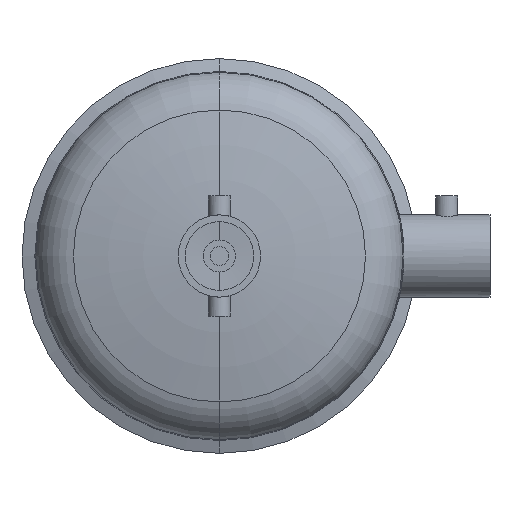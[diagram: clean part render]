
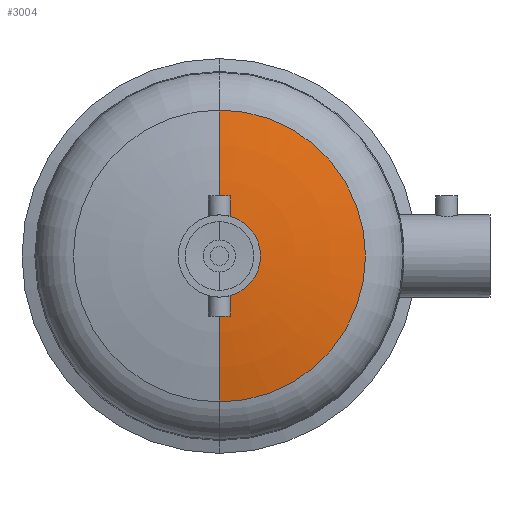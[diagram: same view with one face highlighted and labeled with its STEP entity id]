
A CAD part, front view. The second image highlights one B-rep face of the part: STEP entity #3004.
In plain terms, the highlighted toroidal (fillet/blend) face has major radius 0.048 mm and minor radius 508 mm.
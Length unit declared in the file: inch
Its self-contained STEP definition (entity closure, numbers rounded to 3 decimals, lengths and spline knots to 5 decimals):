
#41 = AXIS2_PLACEMENT_3D ( 'NONE', #1950, #4411, #1915 ) ;
#59 = EDGE_CURVE ( 'NONE', #1031, #3656, #4424, .T. ) ;
#256 = CIRCLE ( 'NONE', #2915, 20. ) ;
#417 = DIRECTION ( 'NONE',  ( 0., 0., -1. ) ) ;
#420 = AXIS2_PLACEMENT_3D ( 'NONE', #2163, #787, #417 ) ;
#719 = FACE_OUTER_BOUND ( 'NONE', #2227, .T. ) ;
#727 = CARTESIAN_POINT ( 'NONE',  ( 0., 2.92131, 0. ) ) ;
#787 = DIRECTION ( 'NONE',  ( 0., -1., 0. ) ) ;
#811 = DIRECTION ( 'NONE',  ( -1., 0., 0. ) ) ;
#948 = AXIS2_PLACEMENT_3D ( 'NONE', #2139, #4056, #3705 ) ;
#1031 = VERTEX_POINT ( 'NONE', #2329 ) ;
#1080 = CARTESIAN_POINT ( 'NONE',  ( 0., 22.46427, -0.0019 ) ) ;
#1284 = CIRCLE ( 'NONE', #41, 20. ) ;
#1287 = CIRCLE ( 'NONE', #1735, 4.2531 ) ;
#1735 = AXIS2_PLACEMENT_3D ( 'NONE', #727, #4588, #2193 ) ;
#1753 = EDGE_CURVE ( 'NONE', #4520, #3684, #1287, .T. ) ;
#1915 = DIRECTION ( 'NONE',  ( 0., 0., -1. ) ) ;
#1950 = CARTESIAN_POINT ( 'NONE',  ( 0., 22.46427, 0.0019 ) ) ;
#2090 = ORIENTED_EDGE ( 'NONE', *, *, #1753, .T. ) ;
#2116 = EDGE_CURVE ( 'NONE', #3684, #3656, #1284, .T. ) ;
#2139 = CARTESIAN_POINT ( 'NONE',  ( 0., 22.46427, 0. ) ) ;
#2163 = CARTESIAN_POINT ( 'NONE',  ( 0., 2.5, 0. ) ) ;
#2193 = DIRECTION ( 'NONE',  ( 0., 0., -1. ) ) ;
#2227 = EDGE_LOOP ( 'NONE', ( #2090, #3356, #3301, #4319 ) ) ;
#2308 = CARTESIAN_POINT ( 'NONE',  ( 0., 2.5, 1.19685 ) ) ;
#2329 = CARTESIAN_POINT ( 'NONE',  ( 0., 2.5, -1.19685 ) ) ;
#2849 = DIRECTION ( 'NONE',  ( 0., 0., 1. ) ) ;
#2907 = EDGE_CURVE ( 'NONE', #4520, #1031, #256, .T. ) ;
#2915 = AXIS2_PLACEMENT_3D ( 'NONE', #1080, #811, #2849 ) ;
#2942 = CARTESIAN_POINT ( 'NONE',  ( 0., 2.92131, 4.2531 ) ) ;
#3004 = ADVANCED_FACE ( 'NONE', ( #719 ), #4442, .T. ) ;
#3301 = ORIENTED_EDGE ( 'NONE', *, *, #59, .F. ) ;
#3356 = ORIENTED_EDGE ( 'NONE', *, *, #2116, .T. ) ;
#3656 = VERTEX_POINT ( 'NONE', #2308 ) ;
#3684 = VERTEX_POINT ( 'NONE', #2942 ) ;
#3705 = DIRECTION ( 'NONE',  ( 0., 0., -1. ) ) ;
#4056 = DIRECTION ( 'NONE',  ( 0., -1., 0. ) ) ;
#4197 = CARTESIAN_POINT ( 'NONE',  ( 0., 2.92131, -4.2531 ) ) ;
#4319 = ORIENTED_EDGE ( 'NONE', *, *, #2907, .F. ) ;
#4411 = DIRECTION ( 'NONE',  ( 1., 0., 0. ) ) ;
#4424 = CIRCLE ( 'NONE', #420, 1.19685 ) ;
#4442 = TOROIDAL_SURFACE ( 'NONE', #948, 0.0019, 20. ) ;
#4520 = VERTEX_POINT ( 'NONE', #4197 ) ;
#4588 = DIRECTION ( 'NONE',  ( 0., -1., 0. ) ) ;
